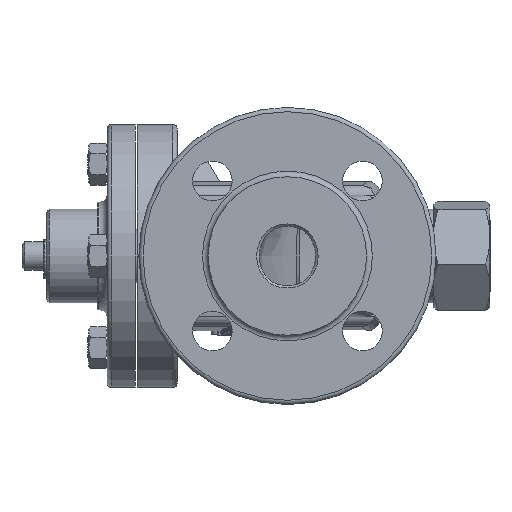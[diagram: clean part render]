
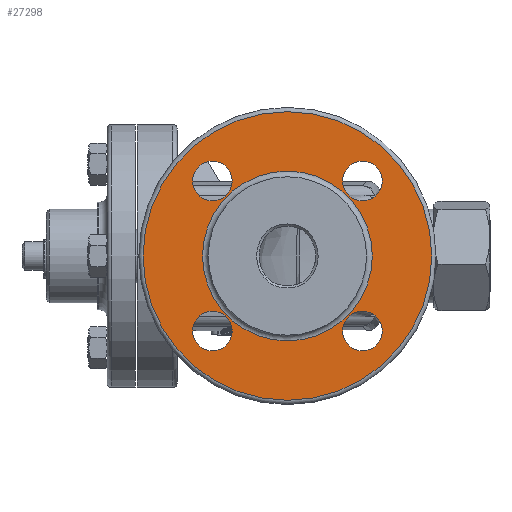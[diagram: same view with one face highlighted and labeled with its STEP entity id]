
A CAD part, left-side view. The second image highlights one B-rep face of the part: STEP entity #27298.
In plain terms, the highlighted planar face has unit normal (-1, 0, 0).
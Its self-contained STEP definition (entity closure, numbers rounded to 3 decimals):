
#205 = DIRECTION ( 'NONE',  ( 0., 1., 0. ) ) ;
#1548 = CARTESIAN_POINT ( 'NONE',  ( -76.89, 16.927, 51. ) ) ;
#1840 = EDGE_CURVE ( 'NONE', #10022, #10022, #28062, .T. ) ;
#2068 = DIRECTION ( 'NONE',  ( 0., -1., 0. ) ) ;
#2584 = AXIS2_PLACEMENT_3D ( 'NONE', #4580, #6170, #205 ) ;
#4049 = EDGE_LOOP ( 'NONE', ( #29492 ) ) ;
#4580 = CARTESIAN_POINT ( 'NONE',  ( -76.89, 43.444, -26.517 ) ) ;
#6170 = DIRECTION ( 'NONE',  ( 1., 0., 0. ) ) ;
#6721 = CARTESIAN_POINT ( 'NONE',  ( -76.89, 16.927, 0. ) ) ;
#7361 = CIRCLE ( 'NONE', #33932, 7. ) ;
#7485 = CIRCLE ( 'NONE', #14366, 30. ) ;
#7600 = AXIS2_PLACEMENT_3D ( 'NONE', #11488, #32125, #14457 ) ;
#7610 = FACE_OUTER_BOUND ( 'NONE', #37172, .T. ) ;
#8394 = PLANE ( 'NONE',  #7600 ) ;
#9084 = VERTEX_POINT ( 'NONE', #36944 ) ;
#9720 = DIRECTION ( 'NONE',  ( 0., 0., 1. ) ) ;
#10022 = VERTEX_POINT ( 'NONE', #21340 ) ;
#10750 = CARTESIAN_POINT ( 'NONE',  ( -76.89, 43.444, 26.517 ) ) ;
#11014 = DIRECTION ( 'NONE',  ( -1., 0., 0. ) ) ;
#11488 = CARTESIAN_POINT ( 'NONE',  ( -76.89, 44.927, 0. ) ) ;
#12292 = EDGE_LOOP ( 'NONE', ( #36790 ) ) ;
#12511 = ORIENTED_EDGE ( 'NONE', *, *, #29950, .T. ) ;
#12555 = AXIS2_PLACEMENT_3D ( 'NONE', #37474, #19735, #2068 ) ;
#12732 = ORIENTED_EDGE ( 'NONE', *, *, #30670, .T. ) ;
#13744 = DIRECTION ( 'NONE',  ( 0., 0., 1. ) ) ;
#13817 = ORIENTED_EDGE ( 'NONE', *, *, #36328, .T. ) ;
#14366 = AXIS2_PLACEMENT_3D ( 'NONE', #6721, #27372, #9720 ) ;
#14457 = DIRECTION ( 'NONE',  ( 0., 0., 1. ) ) ;
#15123 = CIRCLE ( 'NONE', #12555, 7. ) ;
#15406 = ORIENTED_EDGE ( 'NONE', *, *, #32142, .T. ) ;
#15448 = FACE_BOUND ( 'NONE', #32478, .T. ) ;
#16343 = FACE_BOUND ( 'NONE', #4049, .T. ) ;
#16856 = DIRECTION ( 'NONE',  ( 1., 0., 0. ) ) ;
#19735 = DIRECTION ( 'NONE',  ( 1., 0., 0. ) ) ;
#20504 = CIRCLE ( 'NONE', #35512, 7. ) ;
#20752 = EDGE_CURVE ( 'NONE', #30325, #30325, #15123, .T. ) ;
#21340 = CARTESIAN_POINT ( 'NONE',  ( -76.89, 50.444, -26.517 ) ) ;
#21668 = EDGE_LOOP ( 'NONE', ( #12511 ) ) ;
#22313 = CARTESIAN_POINT ( 'NONE',  ( -76.89, 16.927, 30. ) ) ;
#23256 = FACE_BOUND ( 'NONE', #12292, .T. ) ;
#24290 = AXIS2_PLACEMENT_3D ( 'NONE', #28689, #11014, #31659 ) ;
#27298 = ADVANCED_FACE ( 'NONE', ( #16343, #23256, #15448, #7610, #38080, #31147 ), #8394, .T. ) ;
#27372 = DIRECTION ( 'NONE',  ( 1., 0., 0. ) ) ;
#27819 = CARTESIAN_POINT ( 'NONE',  ( -76.89, -16.589, 26.517 ) ) ;
#28062 = CIRCLE ( 'NONE', #2584, 7. ) ;
#28205 = CARTESIAN_POINT ( 'NONE',  ( -76.89, -9.589, -33.517 ) ) ;
#28689 = CARTESIAN_POINT ( 'NONE',  ( -76.89, 16.927, 0. ) ) ;
#29492 = ORIENTED_EDGE ( 'NONE', *, *, #20752, .T. ) ;
#29950 = EDGE_CURVE ( 'NONE', #9084, #9084, #7361, .T. ) ;
#30138 = EDGE_LOOP ( 'NONE', ( #15406 ) ) ;
#30325 = VERTEX_POINT ( 'NONE', #27819 ) ;
#30670 = EDGE_CURVE ( 'NONE', #31661, #31661, #34031, .T. ) ;
#30768 = VERTEX_POINT ( 'NONE', #28205 ) ;
#31147 = FACE_BOUND ( 'NONE', #30138, .T. ) ;
#31385 = DIRECTION ( 'NONE',  ( 1., 0., 0. ) ) ;
#31659 = DIRECTION ( 'NONE',  ( 0., 0., 1. ) ) ;
#31661 = VERTEX_POINT ( 'NONE', #1548 ) ;
#32125 = DIRECTION ( 'NONE',  ( -1., 0., 0. ) ) ;
#32142 = EDGE_CURVE ( 'NONE', #30768, #30768, #20504, .T. ) ;
#32478 = EDGE_LOOP ( 'NONE', ( #13817 ) ) ;
#33932 = AXIS2_PLACEMENT_3D ( 'NONE', #10750, #31385, #13744 ) ;
#34031 = CIRCLE ( 'NONE', #24290, 51. ) ;
#34550 = CARTESIAN_POINT ( 'NONE',  ( -76.89, -9.589, -26.517 ) ) ;
#35512 = AXIS2_PLACEMENT_3D ( 'NONE', #34550, #16856, #37523 ) ;
#36328 = EDGE_CURVE ( 'NONE', #36731, #36731, #7485, .T. ) ;
#36731 = VERTEX_POINT ( 'NONE', #22313 ) ;
#36790 = ORIENTED_EDGE ( 'NONE', *, *, #1840, .T. ) ;
#36944 = CARTESIAN_POINT ( 'NONE',  ( -76.89, 43.444, 33.517 ) ) ;
#37172 = EDGE_LOOP ( 'NONE', ( #12732 ) ) ;
#37474 = CARTESIAN_POINT ( 'NONE',  ( -76.89, -9.589, 26.517 ) ) ;
#37523 = DIRECTION ( 'NONE',  ( 0., 0., -1. ) ) ;
#38080 = FACE_BOUND ( 'NONE', #21668, .T. ) ;
